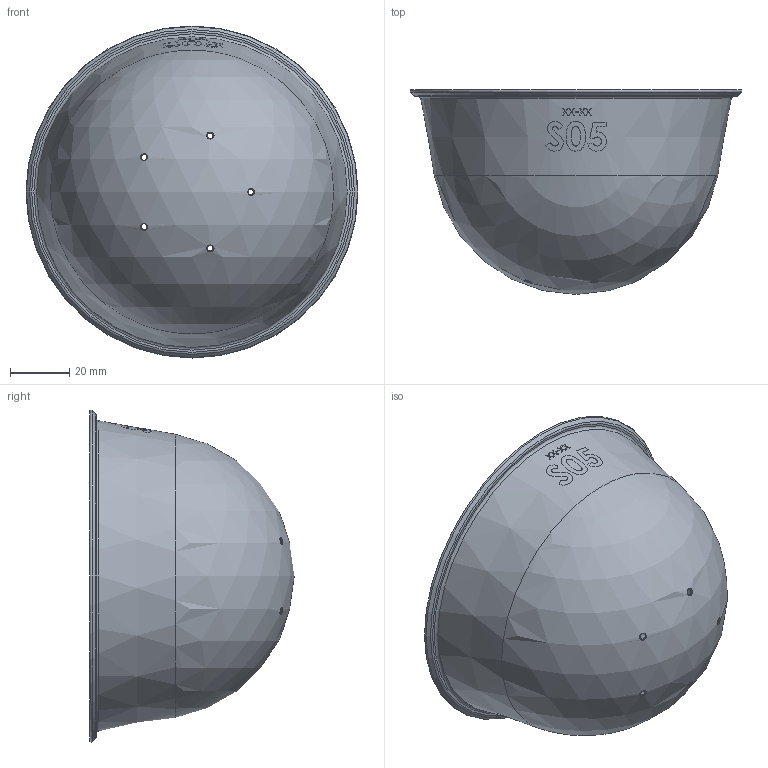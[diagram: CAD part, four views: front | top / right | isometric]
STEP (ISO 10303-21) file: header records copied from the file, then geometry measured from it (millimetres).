
FILE_DESCRIPTION (( 'STEP AP203' ), '1' );
FILE_NAME ('XMSGP030A10.02-037 NS05.STEP', '2017-06-15T22:34:05', ( '' ), ( '' ), 'SwSTEP 2.0', 'SolidWorks 2016', '' );
FILE_SCHEMA (( 'CONFIG_CONTROL_DESIGN' ));
Length unit declared in the file: millimetre
Products named in the file (1): XMSGP030A10.02-037 NS05
Bounding box: 112 x 69 x 112 mm (x, y, z)
Volume: 11745.9 mm3; surface area: 44288.6 mm2
Topology: 1 solids, 1 shells, 32 faces, 148 edges, 127 vertices
Faces by surface type: torus 15, cone 13, plane 2, sphere 2
Entity records: 1960 total; most frequent: CARTESIAN_POINT 873, ORIENTED_EDGE 240, DIRECTION 158, VERTEX_POINT 120, EDGE_CURVE 120, AXIS2_PLACEMENT_3D 79, EDGE_LOOP 72, FACE_OUTER_BOUND 47
